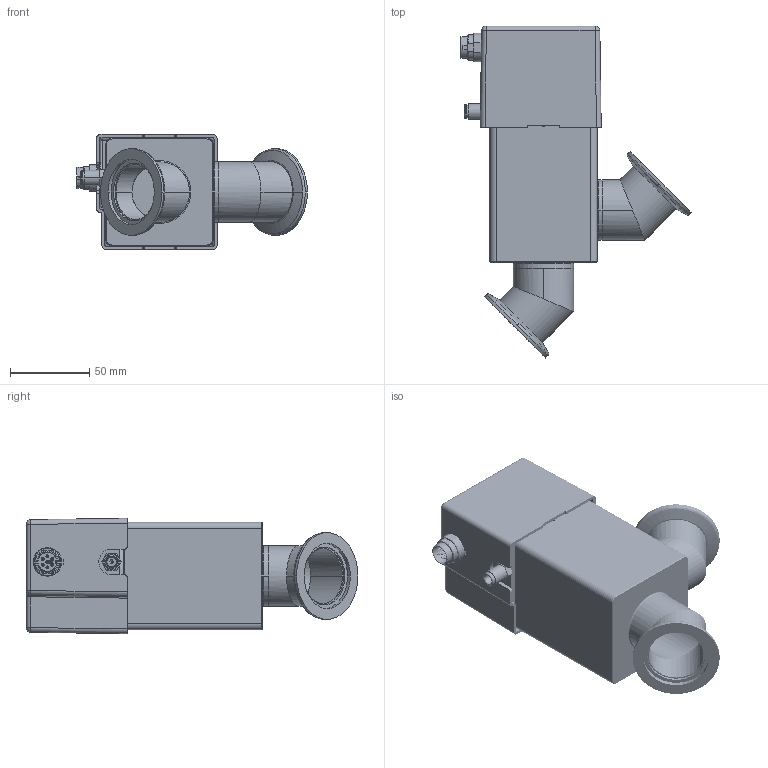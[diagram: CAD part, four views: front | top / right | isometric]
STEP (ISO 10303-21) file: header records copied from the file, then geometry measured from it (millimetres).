
FILE_DESCRIPTION (( 'STEP AP214' ), '1' );
FILE_NAME ('PAIV-S04130 SHELLED.STEP', '2025-12-04T17:31:24', ( '' ), ( '' ), 'SwSTEP 2.0', 'SolidWorks 2023', '' );
FILE_SCHEMA (( 'AUTOMOTIVE_DESIGN' ));
Length unit declared in the file: millimetre
Products named in the file (17): 39-01023_SHELLED; 2000203633_Taller; 2000204502_Taller; 2000194031_SHELLED; 2000204500; 22-00050; 37-00108; 2000195047_FOR ASSEMBLY; NW-40B-150; 36-00436 D_extended; 35-01474_SHELLED; 36-00436_extended; 35-01478; 29-00062_5225K506; PAIV-S04130 SHELLED; 2000240558_SHELLED; 9551-00005M-30_91292A192
Assembly tree (18 placements, depth 4):
  PAIV-S04130 SHELLED
    2000204502_Taller
      2000203633_Taller
      2000204500  x2
      NW-40B-150  x2
    2000240558_SHELLED
      39-01023_SHELLED
        36-00436_extended
        35-01478
        35-01474_SHELLED
        36-00436 D_extended
      2000194031_SHELLED
      29-00062_5225K506
      9551-00005M-30_91292A192
      37-00108
      2000195047_FOR ASSEMBLY
        22-00050
Bounding box: 145.85 x 209.72 x 72.93 mm (x, y, z)
Volume: 378949.1 mm3; surface area: 319257.8 mm2
Topology: 14 solids, 17 shells, 1476 faces, 3345 edges, 2077 vertices
Faces by surface type: torus 504, plane 396, cylinder 318, cone 174, bspline 74, sphere 10
Entity records: 66912 total; most frequent: CARTESIAN_POINT 35392, ORIENTED_EDGE 6496, DIRECTION 6329, EDGE_CURVE 3255, AXIS2_PLACEMENT_3D 2737, VERTEX_POINT 2037, EDGE_LOOP 1715, ADVANCED_FACE 1450
